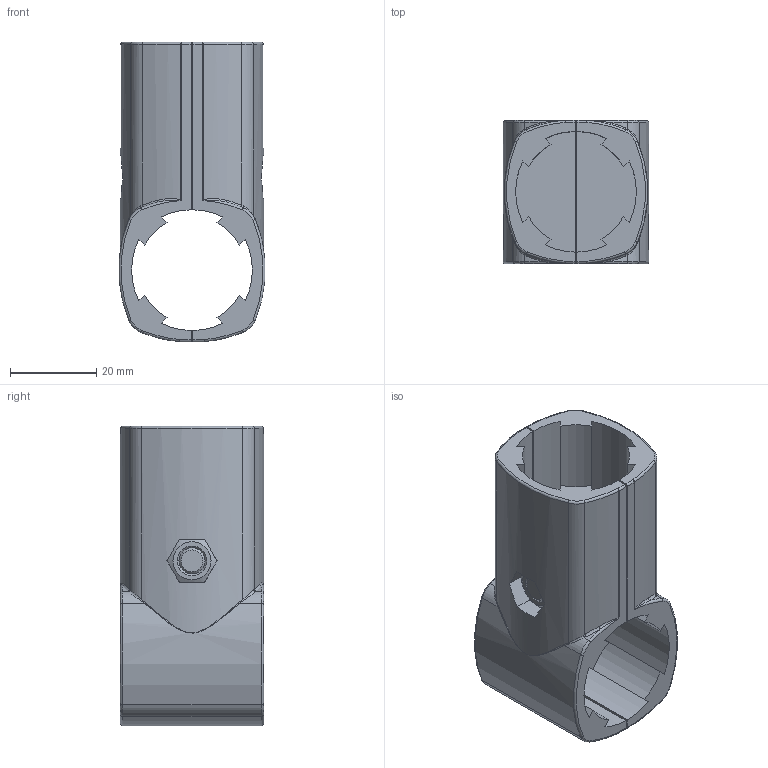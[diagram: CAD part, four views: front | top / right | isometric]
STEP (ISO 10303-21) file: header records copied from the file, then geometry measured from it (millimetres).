
FILE_DESCRIPTION(/* description */ (''),/* implementation_level */ '2;1');
FILE_NAME(/* name */ '41D-148-0.step',/* time_stamp */ '2022-07-20T13:57:40-04:00',/* author */ (''),/* organization */ (''),/* preprocessor_version */ 'ST-DEVELOPER v19',/* originating_system */ 'Autodesk Translation Framework v11.7.0.108',/* authorisation */ '');
FILE_SCHEMA (('AUTOMOTIVE_DESIGN { 1 0 10303 214 3 1 1 }'));
Length unit declared in the file: millimetre
Products named in the file (1): 41D-148-0
Bounding box: 33.86 x 33.24 x 69.51 mm (x, y, z)
Volume: 34854.5 mm3; surface area: 18117.1 mm2
Topology: 4 solids, 4 shells, 196 faces, 499 edges, 314 vertices
Faces by surface type: cylinder 69, plane 61, bspline 30, torus 30, cone 6
Full cylindrical faces by diameter (mm): 5.238 x1, 6.044 x3, 10.074 x1
Entity records: 8755 total; most frequent: CARTESIAN_POINT 4116, ORIENTED_EDGE 996, DIRECTION 953, EDGE_CURVE 498, AXIS2_PLACEMENT_3D 381, VERTEX_POINT 314, EDGE_LOOP 206, CIRCLE 206
